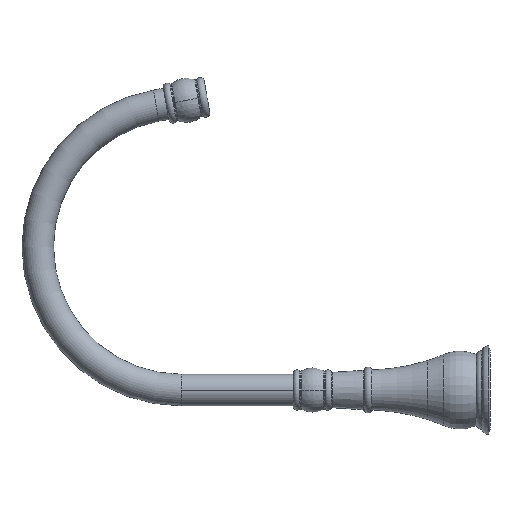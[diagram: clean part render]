
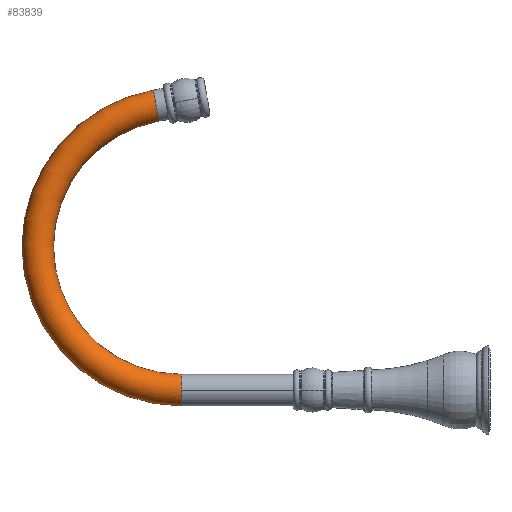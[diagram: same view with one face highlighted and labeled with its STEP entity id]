
A CAD part, left-side view. The second image highlights one B-rep face of the part: STEP entity #83839.
In plain terms, the highlighted toroidal (fillet/blend) face has major radius 100 mm and minor radius 11 mm.
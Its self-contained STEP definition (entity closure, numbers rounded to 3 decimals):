
#1878 = CIRCLE ( 'NONE', #59188, 11. ) ;
#2338 = EDGE_LOOP ( 'NONE', ( #78314, #38072, #20649, #20801, #3990 ) ) ;
#2567 = VERTEX_POINT ( 'NONE', #55157 ) ;
#3668 = CARTESIAN_POINT ( 'NONE',  ( 0., 80., 11. ) ) ;
#3990 = ORIENTED_EDGE ( 'NONE', *, *, #39255, .F. ) ;
#16157 = VERTEX_POINT ( 'NONE', #67037 ) ;
#16460 = CIRCLE ( 'NONE', #33001, 89. ) ;
#16959 = DIRECTION ( 'NONE',  ( 0., 1., 0. ) ) ;
#20649 = ORIENTED_EDGE ( 'NONE', *, *, #63669, .T. ) ;
#20801 = ORIENTED_EDGE ( 'NONE', *, *, #47028, .T. ) ;
#23121 = CARTESIAN_POINT ( 'NONE',  ( 187.648, 95.455, 0. ) ) ;
#24968 = AXIS2_PLACEMENT_3D ( 'NONE', #86350, #58439, #70771 ) ;
#26008 = DIRECTION ( 'NONE',  ( -1., 0., 0. ) ) ;
#30350 = DIRECTION ( 'NONE',  ( -1., 0., 0. ) ) ;
#32846 = VERTEX_POINT ( 'NONE', #82149 ) ;
#33001 = AXIS2_PLACEMENT_3D ( 'NONE', #54828, #64623, #26008 ) ;
#33014 = DIRECTION ( 'NONE',  ( 0.174, -0.985, 0. ) ) ;
#33267 = VERTEX_POINT ( 'NONE', #3668 ) ;
#34510 = AXIS2_PLACEMENT_3D ( 'NONE', #68949, #33014, #82213 ) ;
#38072 = ORIENTED_EDGE ( 'NONE', *, *, #84863, .T. ) ;
#38818 = CARTESIAN_POINT ( 'NONE',  ( 100., 80., 0. ) ) ;
#39255 = EDGE_CURVE ( 'NONE', #2567, #84819, #87377, .T. ) ;
#41370 = DIRECTION ( 'NONE',  ( 0., 1., 0. ) ) ;
#42160 = EDGE_CURVE ( 'NONE', #32846, #2567, #49113, .T. ) ;
#45457 = FACE_OUTER_BOUND ( 'NONE', #2338, .T. ) ;
#47028 = EDGE_CURVE ( 'NONE', #16157, #84819, #16460, .T. ) ;
#49113 = CIRCLE ( 'NONE', #24968, 111. ) ;
#53449 = DIRECTION ( 'NONE',  ( 0., 0., -1. ) ) ;
#54217 = DIRECTION ( 'NONE',  ( 0., 0., 1. ) ) ;
#54828 = CARTESIAN_POINT ( 'NONE',  ( 100., 80., 0. ) ) ;
#55157 = CARTESIAN_POINT ( 'NONE',  ( 209.314, 99.275, 0. ) ) ;
#58439 = DIRECTION ( 'NONE',  ( 0., 0., -1. ) ) ;
#59188 = AXIS2_PLACEMENT_3D ( 'NONE', #81705, #16959, #54217 ) ;
#62173 = DIRECTION ( 'NONE',  ( 0., 0., 1. ) ) ;
#63669 = EDGE_CURVE ( 'NONE', #33267, #16157, #79879, .T. ) ;
#64623 = DIRECTION ( 'NONE',  ( 0., 0., -1. ) ) ;
#67037 = CARTESIAN_POINT ( 'NONE',  ( 11., 80., 0. ) ) ;
#68949 = CARTESIAN_POINT ( 'NONE',  ( 198.481, 97.365, 0. ) ) ;
#70771 = DIRECTION ( 'NONE',  ( -1., 0., 0. ) ) ;
#74175 = AXIS2_PLACEMENT_3D ( 'NONE', #38818, #53449, #30350 ) ;
#78314 = ORIENTED_EDGE ( 'NONE', *, *, #42160, .F. ) ;
#78764 = TOROIDAL_SURFACE ( 'NONE', #74175, 100., 11. ) ;
#79879 = CIRCLE ( 'NONE', #90460, 11. ) ;
#81705 = CARTESIAN_POINT ( 'NONE',  ( 0., 80., 0. ) ) ;
#82149 = CARTESIAN_POINT ( 'NONE',  ( -11., 80., 0. ) ) ;
#82213 = DIRECTION ( 'NONE',  ( 0., 0., 1. ) ) ;
#83839 = ADVANCED_FACE ( 'NONE', ( #45457 ), #78764, .T. ) ;
#84412 = CARTESIAN_POINT ( 'NONE',  ( 0., 80., 0. ) ) ;
#84819 = VERTEX_POINT ( 'NONE', #23121 ) ;
#84863 = EDGE_CURVE ( 'NONE', #32846, #33267, #1878, .T. ) ;
#86350 = CARTESIAN_POINT ( 'NONE',  ( 100., 80., 0. ) ) ;
#87377 = CIRCLE ( 'NONE', #34510, 11. ) ;
#90460 = AXIS2_PLACEMENT_3D ( 'NONE', #84412, #41370, #62173 ) ;
